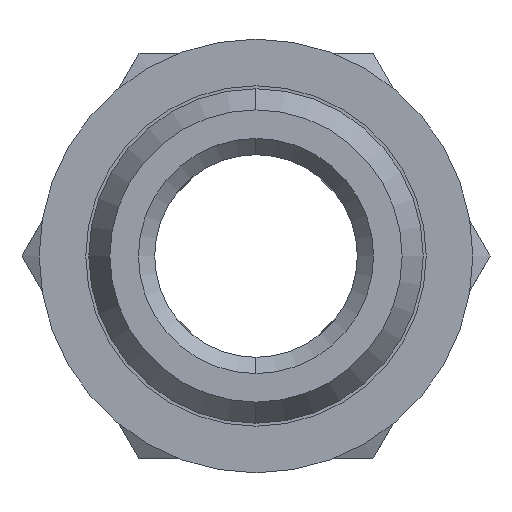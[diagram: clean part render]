
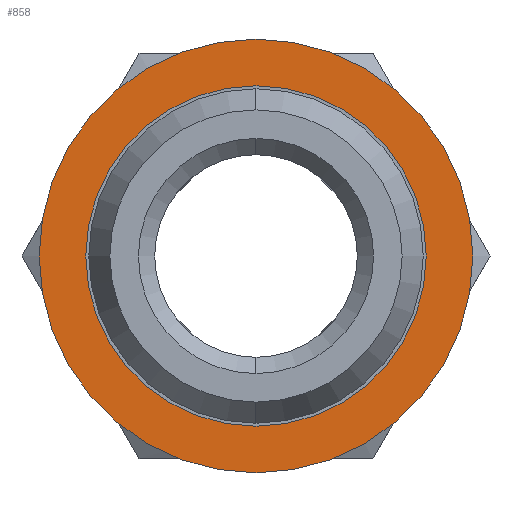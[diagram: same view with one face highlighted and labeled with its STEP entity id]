
A CAD part, front view. The second image highlights one B-rep face of the part: STEP entity #858.
In plain terms, the highlighted planar face has unit normal (0, -1, 0).
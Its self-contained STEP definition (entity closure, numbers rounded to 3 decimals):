
#844 = EDGE_CURVE ( 'NONE', #976, #862, #1789, .T. ) ;
#845 = ORIENTED_EDGE ( 'NONE', *, *, #959, .F. ) ;
#852 = EDGE_LOOP ( 'NONE', ( #868, #869 ) ) ;
#858 = ADVANCED_FACE ( 'NONE', ( #1775, #1774 ), #1773, .T. ) ;
#862 = VERTEX_POINT ( 'NONE', #2874 ) ;
#864 = VERTEX_POINT ( 'NONE', #2878 ) ;
#865 = EDGE_LOOP ( 'NONE', ( #866, #845 ) ) ;
#866 = ORIENTED_EDGE ( 'NONE', *, *, #867, .F. ) ;
#867 = EDGE_CURVE ( 'NONE', #948, #864, #2867, .T. ) ;
#868 = ORIENTED_EDGE ( 'NONE', *, *, #1006, .T. ) ;
#869 = ORIENTED_EDGE ( 'NONE', *, *, #844, .T. ) ;
#948 = VERTEX_POINT ( 'NONE', #2102 ) ;
#959 = EDGE_CURVE ( 'NONE', #864, #948, #2108, .T. ) ;
#976 = VERTEX_POINT ( 'NONE', #2165 ) ;
#1006 = EDGE_CURVE ( 'NONE', #862, #976, #2146, .T. ) ;
#1771 = CARTESIAN_POINT ( 'NONE',  ( 8.4, 0., 0. ) ) ;
#1772 = AXIS2_PLACEMENT_3D ( 'NONE', #1771, #1813, #1812 ) ;
#1773 = PLANE ( 'NONE',  #1772 ) ;
#1774 = FACE_BOUND ( 'NONE', #865, .T. ) ;
#1775 = FACE_OUTER_BOUND ( 'NONE', #852, .T. ) ;
#1786 = DIRECTION ( 'NONE',  ( 0., 0., -1. ) ) ;
#1787 = DIRECTION ( 'NONE',  ( 0., -1., 0. ) ) ;
#1788 = AXIS2_PLACEMENT_3D ( 'NONE', #1796, #1787, #1786 ) ;
#1789 = CIRCLE ( 'NONE', #1788, 10.7 ) ;
#1796 = CARTESIAN_POINT ( 'NONE',  ( 0., 0., 0. ) ) ;
#1812 = DIRECTION ( 'NONE',  ( 0., 0., -1. ) ) ;
#1813 = DIRECTION ( 'NONE',  ( 0., -1., 0. ) ) ;
#2102 = CARTESIAN_POINT ( 'NONE',  ( 0., 0., -8.4 ) ) ;
#2108 = CIRCLE ( 'NONE', #2113, 8.4 ) ;
#2110 = DIRECTION ( 'NONE',  ( 0., 0., -1. ) ) ;
#2111 = DIRECTION ( 'NONE',  ( 0., -1., 0. ) ) ;
#2112 = CARTESIAN_POINT ( 'NONE',  ( 0., 0., 0. ) ) ;
#2113 = AXIS2_PLACEMENT_3D ( 'NONE', #2112, #2111, #2110 ) ;
#2143 = DIRECTION ( 'NONE',  ( 0., 0., -1. ) ) ;
#2144 = DIRECTION ( 'NONE',  ( 0., -1., 0. ) ) ;
#2145 = AXIS2_PLACEMENT_3D ( 'NONE', #2152, #2144, #2143 ) ;
#2146 = CIRCLE ( 'NONE', #2145, 10.7 ) ;
#2152 = CARTESIAN_POINT ( 'NONE',  ( 0., 0., 0. ) ) ;
#2165 = CARTESIAN_POINT ( 'NONE',  ( 0., 0., 10.7 ) ) ;
#2851 = DIRECTION ( 'NONE',  ( 0., 0., -1. ) ) ;
#2852 = DIRECTION ( 'NONE',  ( 0., -1., 0. ) ) ;
#2854 = CARTESIAN_POINT ( 'NONE',  ( 0., 0., 0. ) ) ;
#2855 = AXIS2_PLACEMENT_3D ( 'NONE', #2854, #2852, #2851 ) ;
#2867 = CIRCLE ( 'NONE', #2855, 8.4 ) ;
#2874 = CARTESIAN_POINT ( 'NONE',  ( 0., 0., -10.7 ) ) ;
#2878 = CARTESIAN_POINT ( 'NONE',  ( 0., 0., 8.4 ) ) ;
